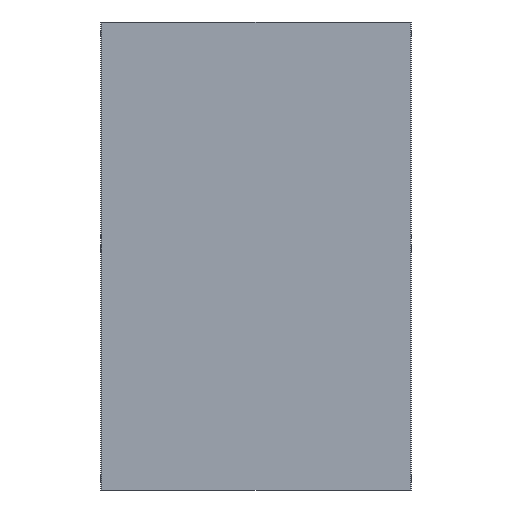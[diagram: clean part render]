
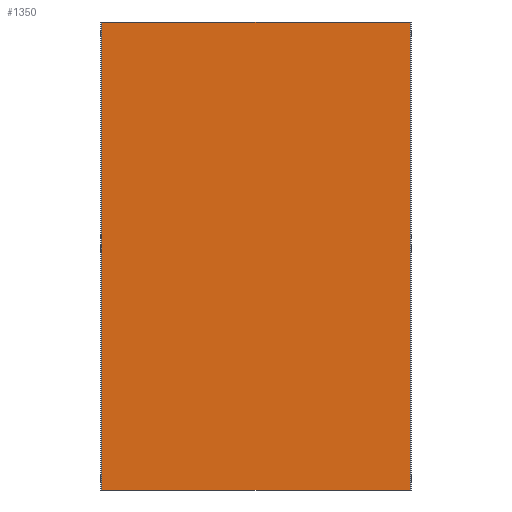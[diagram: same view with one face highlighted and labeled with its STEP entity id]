
A CAD part, front view. The second image highlights one B-rep face of the part: STEP entity #1350.
In plain terms, the highlighted planar face has unit normal (0, -1, 0).
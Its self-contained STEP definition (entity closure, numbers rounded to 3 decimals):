
#145 = CARTESIAN_POINT ( 'NONE',  ( 197.75, 0., 600. ) ) ;
#185 = VECTOR ( 'NONE', #1143, 1000. ) ;
#187 = LINE ( 'NONE', #1153, #185 ) ;
#188 = VECTOR ( 'NONE', #1154, 1000. ) ;
#190 = VECTOR ( 'NONE', #1151, 1000. ) ;
#191 = LINE ( 'NONE', #1152, #188 ) ;
#192 = VECTOR ( 'NONE', #1149, 1000. ) ;
#193 = LINE ( 'NONE', #1150, #190 ) ;
#195 = LINE ( 'NONE', #1148, #192 ) ;
#338 = ORIENTED_EDGE ( 'NONE', *, *, #1510, .T. ) ;
#351 = VERTEX_POINT ( 'NONE', #951 ) ;
#384 = ORIENTED_EDGE ( 'NONE', *, *, #1509, .F. ) ;
#427 = ORIENTED_EDGE ( 'NONE', *, *, #1512, .T. ) ;
#440 = VERTEX_POINT ( 'NONE', #1084 ) ;
#467 = ORIENTED_EDGE ( 'NONE', *, *, #1508, .F. ) ;
#560 = EDGE_LOOP ( 'NONE', ( #338, #384, #467, #427 ) ) ;
#604 = VERTEX_POINT ( 'NONE', #930 ) ;
#756 = FACE_OUTER_BOUND ( 'NONE', #560, .T. ) ;
#835 = VERTEX_POINT ( 'NONE', #145 ) ;
#930 = CARTESIAN_POINT ( 'NONE',  ( 197.75, 0., 0. ) ) ;
#951 = CARTESIAN_POINT ( 'NONE',  ( -197.75, 0., 0. ) ) ;
#1084 = CARTESIAN_POINT ( 'NONE',  ( -197.75, 0., 600. ) ) ;
#1143 = DIRECTION ( 'NONE',  ( 0., 0., -1. ) ) ;
#1148 = CARTESIAN_POINT ( 'NONE',  ( 197.75, 0., 600. ) ) ;
#1149 = DIRECTION ( 'NONE',  ( 1., 0., 0. ) ) ;
#1150 = CARTESIAN_POINT ( 'NONE',  ( 197.75, 0., 600. ) ) ;
#1151 = DIRECTION ( 'NONE',  ( 0., 0., -1. ) ) ;
#1152 = CARTESIAN_POINT ( 'NONE',  ( 197.75, 0., 0. ) ) ;
#1153 = CARTESIAN_POINT ( 'NONE',  ( -197.75, 0., 600. ) ) ;
#1154 = DIRECTION ( 'NONE',  ( 1., 0., 0. ) ) ;
#1232 = CARTESIAN_POINT ( 'NONE',  ( 197.75, 0., 600. ) ) ;
#1234 = PLANE ( 'NONE',  #1441 ) ;
#1237 = DIRECTION ( 'NONE',  ( 0., 1., 0. ) ) ;
#1238 = DIRECTION ( 'NONE',  ( 0., 0., 1. ) ) ;
#1350 = ADVANCED_FACE ( 'NONE', ( #756 ), #1234, .F. ) ;
#1441 = AXIS2_PLACEMENT_3D ( 'NONE', #1232, #1237, #1238 ) ;
#1508 = EDGE_CURVE ( 'NONE', #440, #835, #195, .T. ) ;
#1509 = EDGE_CURVE ( 'NONE', #835, #604, #193, .T. ) ;
#1510 = EDGE_CURVE ( 'NONE', #351, #604, #191, .T. ) ;
#1512 = EDGE_CURVE ( 'NONE', #440, #351, #187, .T. ) ;
